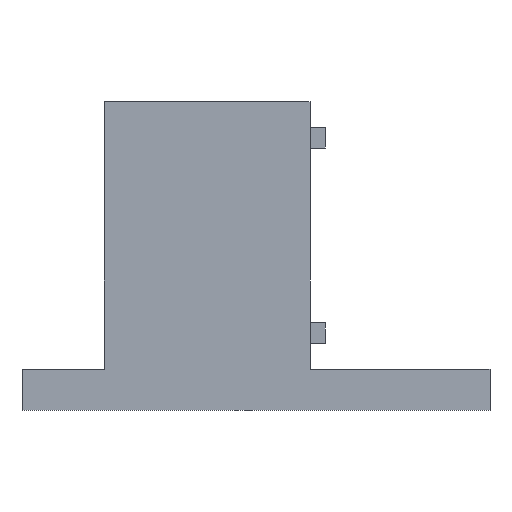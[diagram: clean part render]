
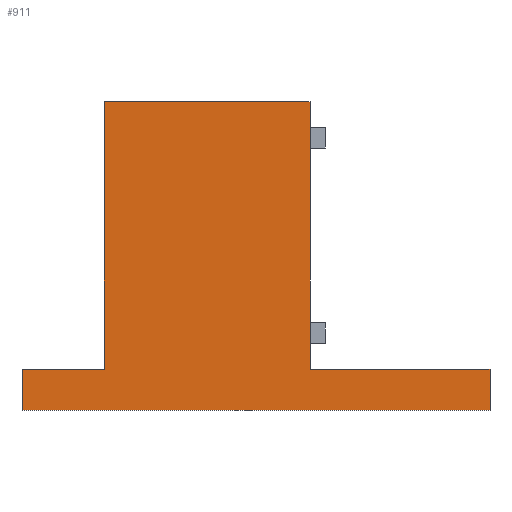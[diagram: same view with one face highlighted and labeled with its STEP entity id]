
A CAD part, front view. The second image highlights one B-rep face of the part: STEP entity #911.
In plain terms, the highlighted planar face has unit normal (0, -1, 0).
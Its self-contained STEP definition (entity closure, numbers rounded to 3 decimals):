
#32 = PLANE('',#33);
#33 = AXIS2_PLACEMENT_3D('',#34,#35,#36);
#34 = CARTESIAN_POINT('',(-451.704,-1399.45,1155.97));
#35 = DIRECTION('',(-1.,0.,0.));
#36 = DIRECTION('',(0.,0.,-1.));
#171 = VERTEX_POINT('',#172);
#172 = CARTESIAN_POINT('',(-451.704,-1399.45,1155.97));
#186 = PLANE('',#187);
#187 = AXIS2_PLACEMENT_3D('',#188,#189,#190);
#188 = CARTESIAN_POINT('',(-851.704,-1399.45,1155.97));
#189 = DIRECTION('',(0.,0.,-1.));
#190 = DIRECTION('',(1.,0.,0.));
#198 = EDGE_CURVE('',#199,#171,#201,.T.);
#199 = VERTEX_POINT('',#200);
#200 = CARTESIAN_POINT('',(-451.704,-1399.45,635.97));
#201 = SURFACE_CURVE('',#202,(#206,#213),.PCURVE_S1.);
#202 = LINE('',#203,#204);
#203 = CARTESIAN_POINT('',(-451.704,-1399.45,1155.97));
#204 = VECTOR('',#205,1.);
#205 = DIRECTION('',(0.,0.,1.));
#206 = PCURVE('',#32,#207);
#207 = DEFINITIONAL_REPRESENTATION('',(#208),#212);
#208 = LINE('',#209,#210);
#209 = CARTESIAN_POINT('',(0.,0.));
#210 = VECTOR('',#211,1.);
#211 = DIRECTION('',(-1.,0.));
#212 = ( GEOMETRIC_REPRESENTATION_CONTEXT(2) 
PARAMETRIC_REPRESENTATION_CONTEXT() REPRESENTATION_CONTEXT('2D SPACE',''
  ) );
#213 = PCURVE('',#214,#219);
#214 = PLANE('',#215);
#215 = AXIS2_PLACEMENT_3D('',#216,#217,#218);
#216 = CARTESIAN_POINT('',(-651.704,-1399.45,895.97));
#217 = DIRECTION('',(0.,-1.,0.));
#218 = DIRECTION('',(1.,0.,0.));
#219 = DEFINITIONAL_REPRESENTATION('',(#220),#224);
#220 = LINE('',#221,#222);
#221 = CARTESIAN_POINT('',(200.,260.));
#222 = VECTOR('',#223,1.);
#223 = DIRECTION('',(0.,1.));
#224 = ( GEOMETRIC_REPRESENTATION_CONTEXT(2) 
PARAMETRIC_REPRESENTATION_CONTEXT() REPRESENTATION_CONTEXT('2D SPACE',''
  ) );
#242 = PLANE('',#243);
#243 = AXIS2_PLACEMENT_3D('',#244,#245,#246);
#244 = CARTESIAN_POINT('',(-651.704,-219.45,635.97));
#245 = DIRECTION('',(0.,0.,-1.));
#246 = DIRECTION('',(1.,0.,0.));
#556 = PLANE('',#557);
#557 = AXIS2_PLACEMENT_3D('',#558,#559,#560);
#558 = CARTESIAN_POINT('',(-651.704,-219.45,555.97));
#559 = DIRECTION('',(0.,0.,-1.));
#560 = DIRECTION('',(1.,0.,0.));
#581 = VERTEX_POINT('',#582);
#582 = CARTESIAN_POINT('',(-101.704,-1399.45,555.97));
#596 = PLANE('',#597);
#597 = AXIS2_PLACEMENT_3D('',#598,#599,#600);
#598 = CARTESIAN_POINT('',(-101.704,-1399.45,555.97));
#599 = DIRECTION('',(-1.,0.,0.));
#600 = DIRECTION('',(0.,-1.,0.));
#608 = EDGE_CURVE('',#581,#609,#611,.T.);
#609 = VERTEX_POINT('',#610);
#610 = CARTESIAN_POINT('',(-1011.704,-1399.45,555.97));
#611 = SURFACE_CURVE('',#612,(#616,#623),.PCURVE_S1.);
#612 = LINE('',#613,#614);
#613 = CARTESIAN_POINT('',(-1011.704,-1399.45,555.97));
#614 = VECTOR('',#615,1.);
#615 = DIRECTION('',(-1.,0.,0.));
#616 = PCURVE('',#556,#617);
#617 = DEFINITIONAL_REPRESENTATION('',(#618),#622);
#618 = LINE('',#619,#620);
#619 = CARTESIAN_POINT('',(-360.,1180.));
#620 = VECTOR('',#621,1.);
#621 = DIRECTION('',(-1.,0.));
#622 = ( GEOMETRIC_REPRESENTATION_CONTEXT(2) 
PARAMETRIC_REPRESENTATION_CONTEXT() REPRESENTATION_CONTEXT('2D SPACE',''
  ) );
#623 = PCURVE('',#214,#624);
#624 = DEFINITIONAL_REPRESENTATION('',(#625),#629);
#625 = LINE('',#626,#627);
#626 = CARTESIAN_POINT('',(-360.,-340.));
#627 = VECTOR('',#628,1.);
#628 = DIRECTION('',(-1.,0.));
#629 = ( GEOMETRIC_REPRESENTATION_CONTEXT(2) 
PARAMETRIC_REPRESENTATION_CONTEXT() REPRESENTATION_CONTEXT('2D SPACE',''
  ) );
#645 = PLANE('',#646);
#646 = AXIS2_PLACEMENT_3D('',#647,#648,#649);
#647 = CARTESIAN_POINT('',(-1011.704,-1399.45,555.97));
#648 = DIRECTION('',(1.,0.,0.));
#649 = DIRECTION('',(0.,1.,0.));
#704 = PLANE('',#705);
#705 = AXIS2_PLACEMENT_3D('',#706,#707,#708);
#706 = CARTESIAN_POINT('',(-851.704,-1399.45,1155.97));
#707 = DIRECTION('',(1.,0.,0.));
#708 = DIRECTION('',(0.,0.,1.));
#765 = VERTEX_POINT('',#766);
#766 = CARTESIAN_POINT('',(-851.704,-1399.45,1155.97));
#787 = EDGE_CURVE('',#171,#765,#788,.T.);
#788 = SURFACE_CURVE('',#789,(#793,#800),.PCURVE_S1.);
#789 = LINE('',#790,#791);
#790 = CARTESIAN_POINT('',(-851.704,-1399.45,1155.97));
#791 = VECTOR('',#792,1.);
#792 = DIRECTION('',(-1.,0.,0.));
#793 = PCURVE('',#186,#794);
#794 = DEFINITIONAL_REPRESENTATION('',(#795),#799);
#795 = LINE('',#796,#797);
#796 = CARTESIAN_POINT('',(0.,0.));
#797 = VECTOR('',#798,1.);
#798 = DIRECTION('',(-1.,0.));
#799 = ( GEOMETRIC_REPRESENTATION_CONTEXT(2) 
PARAMETRIC_REPRESENTATION_CONTEXT() REPRESENTATION_CONTEXT('2D SPACE',''
  ) );
#800 = PCURVE('',#214,#801);
#801 = DEFINITIONAL_REPRESENTATION('',(#802),#806);
#802 = LINE('',#803,#804);
#803 = CARTESIAN_POINT('',(-200.,260.));
#804 = VECTOR('',#805,1.);
#805 = DIRECTION('',(-1.,0.));
#806 = ( GEOMETRIC_REPRESENTATION_CONTEXT(2) 
PARAMETRIC_REPRESENTATION_CONTEXT() REPRESENTATION_CONTEXT('2D SPACE',''
  ) );
#863 = VERTEX_POINT('',#864);
#864 = CARTESIAN_POINT('',(-851.704,-1399.45,635.97));
#878 = PLANE('',#879);
#879 = AXIS2_PLACEMENT_3D('',#880,#881,#882);
#880 = CARTESIAN_POINT('',(-651.704,-219.45,635.97));
#881 = DIRECTION('',(0.,0.,-1.));
#882 = DIRECTION('',(1.,0.,0.));
#890 = EDGE_CURVE('',#765,#863,#891,.T.);
#891 = SURFACE_CURVE('',#892,(#896,#903),.PCURVE_S1.);
#892 = LINE('',#893,#894);
#893 = CARTESIAN_POINT('',(-851.704,-1399.45,1155.97));
#894 = VECTOR('',#895,1.);
#895 = DIRECTION('',(0.,0.,-1.));
#896 = PCURVE('',#704,#897);
#897 = DEFINITIONAL_REPRESENTATION('',(#898),#902);
#898 = LINE('',#899,#900);
#899 = CARTESIAN_POINT('',(0.,0.));
#900 = VECTOR('',#901,1.);
#901 = DIRECTION('',(-1.,0.));
#902 = ( GEOMETRIC_REPRESENTATION_CONTEXT(2) 
PARAMETRIC_REPRESENTATION_CONTEXT() REPRESENTATION_CONTEXT('2D SPACE',''
  ) );
#903 = PCURVE('',#214,#904);
#904 = DEFINITIONAL_REPRESENTATION('',(#905),#909);
#905 = LINE('',#906,#907);
#906 = CARTESIAN_POINT('',(-200.,260.));
#907 = VECTOR('',#908,1.);
#908 = DIRECTION('',(0.,-1.));
#909 = ( GEOMETRIC_REPRESENTATION_CONTEXT(2) 
PARAMETRIC_REPRESENTATION_CONTEXT() REPRESENTATION_CONTEXT('2D SPACE',''
  ) );
#911 = ADVANCED_FACE('',(#912),#214,.T.);
#912 = FACE_BOUND('',#913,.T.);
#913 = EDGE_LOOP('',(#914,#915,#916,#917,#940,#961,#962,#985));
#914 = ORIENTED_EDGE('',*,*,#198,.T.);
#915 = ORIENTED_EDGE('',*,*,#787,.T.);
#916 = ORIENTED_EDGE('',*,*,#890,.T.);
#917 = ORIENTED_EDGE('',*,*,#918,.T.);
#918 = EDGE_CURVE('',#863,#919,#921,.T.);
#919 = VERTEX_POINT('',#920);
#920 = CARTESIAN_POINT('',(-1011.704,-1399.45,635.97));
#921 = SURFACE_CURVE('',#922,(#926,#933),.PCURVE_S1.);
#922 = LINE('',#923,#924);
#923 = CARTESIAN_POINT('',(-1011.704,-1399.45,635.97));
#924 = VECTOR('',#925,1.);
#925 = DIRECTION('',(-1.,0.,0.));
#926 = PCURVE('',#214,#927);
#927 = DEFINITIONAL_REPRESENTATION('',(#928),#932);
#928 = LINE('',#929,#930);
#929 = CARTESIAN_POINT('',(-360.,-260.));
#930 = VECTOR('',#931,1.);
#931 = DIRECTION('',(-1.,0.));
#932 = ( GEOMETRIC_REPRESENTATION_CONTEXT(2) 
PARAMETRIC_REPRESENTATION_CONTEXT() REPRESENTATION_CONTEXT('2D SPACE',''
  ) );
#933 = PCURVE('',#878,#934);
#934 = DEFINITIONAL_REPRESENTATION('',(#935),#939);
#935 = LINE('',#936,#937);
#936 = CARTESIAN_POINT('',(-360.,1180.));
#937 = VECTOR('',#938,1.);
#938 = DIRECTION('',(-1.,0.));
#939 = ( GEOMETRIC_REPRESENTATION_CONTEXT(2) 
PARAMETRIC_REPRESENTATION_CONTEXT() REPRESENTATION_CONTEXT('2D SPACE',''
  ) );
#940 = ORIENTED_EDGE('',*,*,#941,.F.);
#941 = EDGE_CURVE('',#609,#919,#942,.T.);
#942 = SURFACE_CURVE('',#943,(#947,#954),.PCURVE_S1.);
#943 = LINE('',#944,#945);
#944 = CARTESIAN_POINT('',(-1011.704,-1399.45,555.97));
#945 = VECTOR('',#946,1.);
#946 = DIRECTION('',(0.,0.,1.));
#947 = PCURVE('',#214,#948);
#948 = DEFINITIONAL_REPRESENTATION('',(#949),#953);
#949 = LINE('',#950,#951);
#950 = CARTESIAN_POINT('',(-360.,-340.));
#951 = VECTOR('',#952,1.);
#952 = DIRECTION('',(0.,1.));
#953 = ( GEOMETRIC_REPRESENTATION_CONTEXT(2) 
PARAMETRIC_REPRESENTATION_CONTEXT() REPRESENTATION_CONTEXT('2D SPACE',''
  ) );
#954 = PCURVE('',#645,#955);
#955 = DEFINITIONAL_REPRESENTATION('',(#956),#960);
#956 = LINE('',#957,#958);
#957 = CARTESIAN_POINT('',(0.,0.));
#958 = VECTOR('',#959,1.);
#959 = DIRECTION('',(0.,1.));
#960 = ( GEOMETRIC_REPRESENTATION_CONTEXT(2) 
PARAMETRIC_REPRESENTATION_CONTEXT() REPRESENTATION_CONTEXT('2D SPACE',''
  ) );
#961 = ORIENTED_EDGE('',*,*,#608,.F.);
#962 = ORIENTED_EDGE('',*,*,#963,.T.);
#963 = EDGE_CURVE('',#581,#964,#966,.T.);
#964 = VERTEX_POINT('',#965);
#965 = CARTESIAN_POINT('',(-101.704,-1399.45,635.97));
#966 = SURFACE_CURVE('',#967,(#971,#978),.PCURVE_S1.);
#967 = LINE('',#968,#969);
#968 = CARTESIAN_POINT('',(-101.704,-1399.45,555.97));
#969 = VECTOR('',#970,1.);
#970 = DIRECTION('',(0.,0.,1.));
#971 = PCURVE('',#214,#972);
#972 = DEFINITIONAL_REPRESENTATION('',(#973),#977);
#973 = LINE('',#974,#975);
#974 = CARTESIAN_POINT('',(550.,-340.));
#975 = VECTOR('',#976,1.);
#976 = DIRECTION('',(0.,1.));
#977 = ( GEOMETRIC_REPRESENTATION_CONTEXT(2) 
PARAMETRIC_REPRESENTATION_CONTEXT() REPRESENTATION_CONTEXT('2D SPACE',''
  ) );
#978 = PCURVE('',#596,#979);
#979 = DEFINITIONAL_REPRESENTATION('',(#980),#984);
#980 = LINE('',#981,#982);
#981 = CARTESIAN_POINT('',(0.,0.));
#982 = VECTOR('',#983,1.);
#983 = DIRECTION('',(0.,1.));
#984 = ( GEOMETRIC_REPRESENTATION_CONTEXT(2) 
PARAMETRIC_REPRESENTATION_CONTEXT() REPRESENTATION_CONTEXT('2D SPACE',''
  ) );
#985 = ORIENTED_EDGE('',*,*,#986,.T.);
#986 = EDGE_CURVE('',#964,#199,#987,.T.);
#987 = SURFACE_CURVE('',#988,(#992,#999),.PCURVE_S1.);
#988 = LINE('',#989,#990);
#989 = CARTESIAN_POINT('',(-1011.704,-1399.45,635.97));
#990 = VECTOR('',#991,1.);
#991 = DIRECTION('',(-1.,0.,0.));
#992 = PCURVE('',#214,#993);
#993 = DEFINITIONAL_REPRESENTATION('',(#994),#998);
#994 = LINE('',#995,#996);
#995 = CARTESIAN_POINT('',(-360.,-260.));
#996 = VECTOR('',#997,1.);
#997 = DIRECTION('',(-1.,0.));
#998 = ( GEOMETRIC_REPRESENTATION_CONTEXT(2) 
PARAMETRIC_REPRESENTATION_CONTEXT() REPRESENTATION_CONTEXT('2D SPACE',''
  ) );
#999 = PCURVE('',#242,#1000);
#1000 = DEFINITIONAL_REPRESENTATION('',(#1001),#1005);
#1001 = LINE('',#1002,#1003);
#1002 = CARTESIAN_POINT('',(-360.,1180.));
#1003 = VECTOR('',#1004,1.);
#1004 = DIRECTION('',(-1.,0.));
#1005 = ( GEOMETRIC_REPRESENTATION_CONTEXT(2) 
PARAMETRIC_REPRESENTATION_CONTEXT() REPRESENTATION_CONTEXT('2D SPACE',''
  ) );
